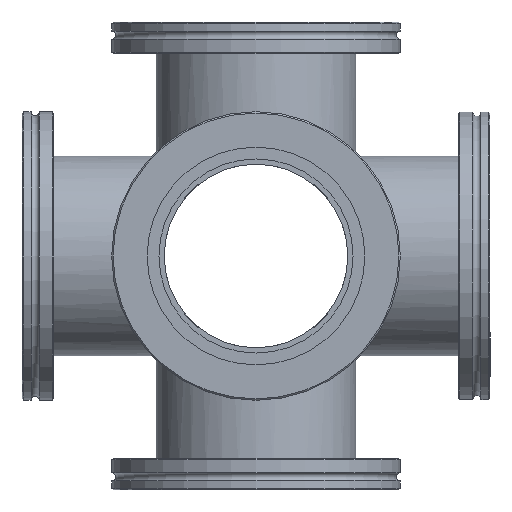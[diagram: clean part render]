
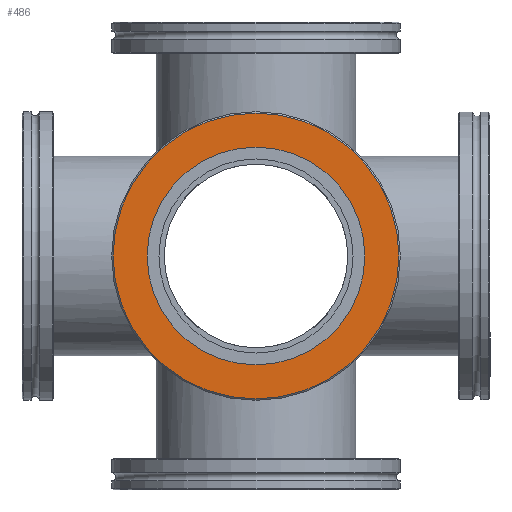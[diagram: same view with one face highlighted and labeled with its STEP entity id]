
A CAD part, front view. The second image highlights one B-rep face of the part: STEP entity #486.
In plain terms, the highlighted planar face has unit normal (0, -1, 0).
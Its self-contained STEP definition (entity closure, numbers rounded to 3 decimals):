
#74=FACE_BOUND('',#164,.T.);
#90=CIRCLE('',#587,54.5);
#91=CIRCLE('',#589,41.5);
#92=CIRCLE('',#590,41.5);
#136=FACE_OUTER_BOUND('',#163,.T.);
#163=EDGE_LOOP('',(#391));
#164=EDGE_LOOP('',(#392,#393));
#247=VERTEX_POINT('',#894);
#248=VERTEX_POINT('',#898);
#249=VERTEX_POINT('',#899);
#302=EDGE_CURVE('',#247,#247,#90,.T.);
#303=EDGE_CURVE('',#248,#249,#91,.T.);
#304=EDGE_CURVE('',#249,#248,#92,.T.);
#391=ORIENTED_EDGE('',*,*,#302,.F.);
#392=ORIENTED_EDGE('',*,*,#303,.T.);
#393=ORIENTED_EDGE('',*,*,#304,.T.);
#470=PLANE('',#588);
#486=ADVANCED_FACE('',(#136,#74),#470,.T.);
#587=AXIS2_PLACEMENT_3D('',#896,#718,#719);
#588=AXIS2_PLACEMENT_3D('',#897,#720,#721);
#589=AXIS2_PLACEMENT_3D('',#900,#722,#723);
#590=AXIS2_PLACEMENT_3D('',#901,#724,#725);
#718=DIRECTION('center_axis',(0.,1.,0.));
#719=DIRECTION('ref_axis',(1.,0.,0.));
#720=DIRECTION('center_axis',(0.,-1.,0.));
#721=DIRECTION('ref_axis',(0.,0.,-1.));
#722=DIRECTION('center_axis',(0.,1.,0.));
#723=DIRECTION('ref_axis',(1.,0.,0.));
#724=DIRECTION('center_axis',(0.,1.,0.));
#725=DIRECTION('ref_axis',(1.,0.,0.));
#894=CARTESIAN_POINT('',(-54.5,0.,0.));
#896=CARTESIAN_POINT('Origin',(0.,0.,0.));
#897=CARTESIAN_POINT('Origin',(-55.,0.,0.));
#898=CARTESIAN_POINT('',(-41.5,0.,0.));
#899=CARTESIAN_POINT('',(41.5,0.,0.));
#900=CARTESIAN_POINT('Origin',(0.,0.,0.));
#901=CARTESIAN_POINT('Origin',(0.,0.,0.));
